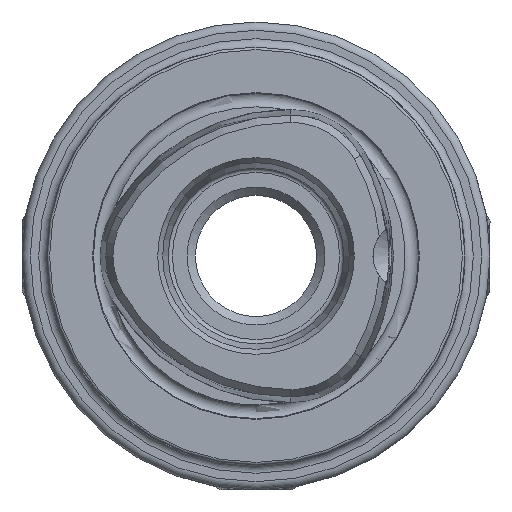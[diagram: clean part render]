
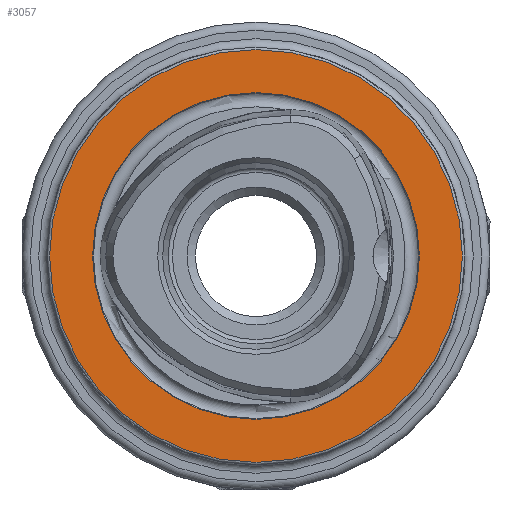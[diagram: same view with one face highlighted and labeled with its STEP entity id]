
A CAD part, left-side view. The second image highlights one B-rep face of the part: STEP entity #3057.
In plain terms, the highlighted planar face has unit normal (-1, 0, 0).
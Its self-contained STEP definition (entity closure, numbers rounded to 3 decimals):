
#3 = EDGE_LOOP ( 'NONE', ( #3437 ) ) ;
#77 = VERTEX_POINT ( 'NONE', #3885 ) ;
#147 = VERTEX_POINT ( 'NONE', #1798 ) ;
#575 = CARTESIAN_POINT ( 'NONE',  ( 0., 0., 0. ) ) ;
#580 = FACE_OUTER_BOUND ( 'NONE', #3095, .T. ) ;
#666 = DIRECTION ( 'NONE',  ( -1., 0., 0. ) ) ;
#1477 = CARTESIAN_POINT ( 'NONE',  ( 0., 0., 0. ) ) ;
#1577 = CIRCLE ( 'NONE', #2132, 24.7 ) ;
#1670 = FACE_BOUND ( 'NONE', #3, .T. ) ;
#1798 = CARTESIAN_POINT ( 'NONE',  ( 0., 0., 19.55 ) ) ;
#1805 = DIRECTION ( 'NONE',  ( 0., 0., 1. ) ) ;
#1889 = DIRECTION ( 'NONE',  ( 0., 0., 1. ) ) ;
#2132 = AXIS2_PLACEMENT_3D ( 'NONE', #575, #3522, #1805 ) ;
#2154 = EDGE_CURVE ( 'NONE', #77, #77, #1577, .T. ) ;
#2731 = CARTESIAN_POINT ( 'NONE',  ( 0., 19.55, 0. ) ) ;
#3057 = ADVANCED_FACE ( 'NONE', ( #1670, #580 ), #3536, .F. ) ;
#3095 = EDGE_LOOP ( 'NONE', ( #5126 ) ) ;
#3437 = ORIENTED_EDGE ( 'NONE', *, *, #3541, .F. ) ;
#3522 = DIRECTION ( 'NONE',  ( -1., 0., 0. ) ) ;
#3536 = PLANE ( 'NONE',  #5388 ) ;
#3541 = EDGE_CURVE ( 'NONE', #147, #147, #4554, .T. ) ;
#3885 = CARTESIAN_POINT ( 'NONE',  ( 0., 0., 24.7 ) ) ;
#4554 = CIRCLE ( 'NONE', #4933, 19.55 ) ;
#4835 = DIRECTION ( 'NONE',  ( 1., 0., 0. ) ) ;
#4933 = AXIS2_PLACEMENT_3D ( 'NONE', #1477, #666, #1889 ) ;
#5126 = ORIENTED_EDGE ( 'NONE', *, *, #2154, .T. ) ;
#5171 = DIRECTION ( 'NONE',  ( 0., 0., -1. ) ) ;
#5388 = AXIS2_PLACEMENT_3D ( 'NONE', #2731, #4835, #5171 ) ;
